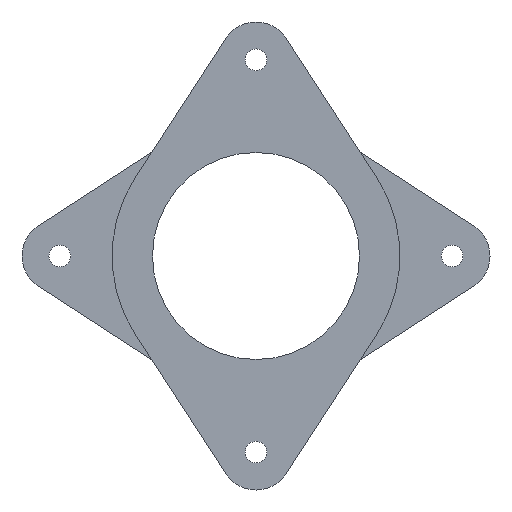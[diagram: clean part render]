
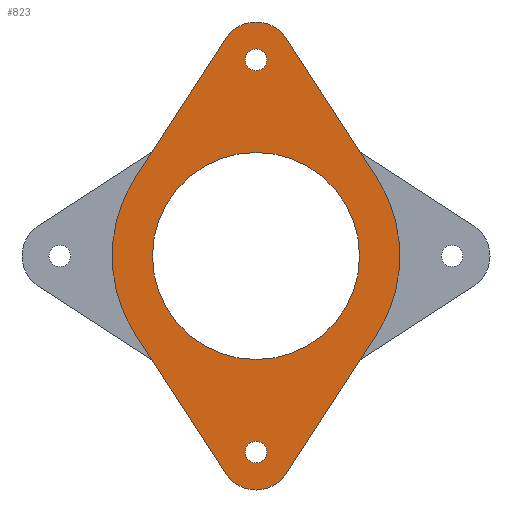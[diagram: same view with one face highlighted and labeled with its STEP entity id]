
A CAD part, front view. The second image highlights one B-rep face of the part: STEP entity #823.
In plain terms, the highlighted planar face has unit normal (0, -1, 0).
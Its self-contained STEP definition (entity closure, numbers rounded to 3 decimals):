
#6 = CARTESIAN_POINT ( 'NONE',  ( 3.353, -7.1, -24.182 ) ) ;
#8 = DIRECTION ( 'NONE',  ( 0., -1., 0. ) ) ;
#17 = EDGE_CURVE ( 'NONE', #199, #226, #395, .T. ) ;
#31 = EDGE_CURVE ( 'NONE', #682, #244, #494, .T. ) ;
#34 = AXIS2_PLACEMENT_3D ( 'NONE', #949, #1112, #1039 ) ;
#35 = AXIS2_PLACEMENT_3D ( 'NONE', #1114, #941, #330 ) ;
#41 = CARTESIAN_POINT ( 'NONE',  ( 13.41, -7.1, 8.727 ) ) ;
#46 = VERTEX_POINT ( 'NONE', #1030 ) ;
#48 = CIRCLE ( 'NONE', #688, 16. ) ;
#50 = EDGE_CURVE ( 'NONE', #1064, #970, #325, .T. ) ;
#82 = VERTEX_POINT ( 'NONE', #418 ) ;
#83 = LINE ( 'NONE', #281, #286 ) ;
#98 = AXIS2_PLACEMENT_3D ( 'NONE', #478, #468, #113 ) ;
#101 = AXIS2_PLACEMENT_3D ( 'NONE', #1098, #224, #567 ) ;
#113 = DIRECTION ( 'NONE',  ( 0., 0., -1. ) ) ;
#115 = DIRECTION ( 'NONE',  ( 0., 0., -1. ) ) ;
#116 = AXIS2_PLACEMENT_3D ( 'NONE', #1115, #514, #762 ) ;
#117 = CARTESIAN_POINT ( 'NONE',  ( 0., -7.1, 21.8 ) ) ;
#119 = CIRCLE ( 'NONE', #1072, 1.2 ) ;
#153 = CIRCLE ( 'NONE', #116, 11.5 ) ;
#154 = CIRCLE ( 'NONE', #553, 4. ) ;
#170 = EDGE_CURVE ( 'NONE', #226, #199, #119, .T. ) ;
#179 = DIRECTION ( 'NONE',  ( 0., -1., 0. ) ) ;
#187 = CARTESIAN_POINT ( 'NONE',  ( -3.353, -7.1, 24.182 ) ) ;
#199 = VERTEX_POINT ( 'NONE', #459 ) ;
#205 = CARTESIAN_POINT ( 'NONE',  ( 3.353, -7.1, -24.182 ) ) ;
#212 = CIRCLE ( 'NONE', #357, 4. ) ;
#224 = DIRECTION ( 'NONE',  ( 0., -1., 0. ) ) ;
#226 = VERTEX_POINT ( 'NONE', #308 ) ;
#241 = ORIENTED_EDGE ( 'NONE', *, *, #588, .T. ) ;
#244 = VERTEX_POINT ( 'NONE', #497 ) ;
#275 = ORIENTED_EDGE ( 'NONE', *, *, #534, .F. ) ;
#276 = CARTESIAN_POINT ( 'NONE',  ( 0., -7.1, -20.6 ) ) ;
#281 = CARTESIAN_POINT ( 'NONE',  ( -3.353, -7.1, 24.182 ) ) ;
#286 = VECTOR ( 'NONE', #709, 1000. ) ;
#296 = EDGE_CURVE ( 'NONE', #403, #980, #212, .T. ) ;
#298 = ORIENTED_EDGE ( 'NONE', *, *, #323, .F. ) ;
#300 = CARTESIAN_POINT ( 'NONE',  ( -13.41, -7.1, 8.727 ) ) ;
#308 = CARTESIAN_POINT ( 'NONE',  ( 0., -7.1, 23. ) ) ;
#320 = CIRCLE ( 'NONE', #98, 11.5 ) ;
#323 = EDGE_CURVE ( 'NONE', #778, #46, #153, .T. ) ;
#325 = CIRCLE ( 'NONE', #34, 1.2 ) ;
#330 = DIRECTION ( 'NONE',  ( 0., 0., 1. ) ) ;
#333 = FACE_BOUND ( 'NONE', #904, .T. ) ;
#355 = CARTESIAN_POINT ( 'NONE',  ( -13.41, -7.1, -8.727 ) ) ;
#357 = AXIS2_PLACEMENT_3D ( 'NONE', #559, #756, #554 ) ;
#366 = DIRECTION ( 'NONE',  ( 0., 0., -1. ) ) ;
#368 = ORIENTED_EDGE ( 'NONE', *, *, #697, .T. ) ;
#376 = DIRECTION ( 'NONE',  ( 0., -1., 0. ) ) ;
#395 = CIRCLE ( 'NONE', #669, 1.2 ) ;
#403 = VERTEX_POINT ( 'NONE', #858 ) ;
#414 = EDGE_LOOP ( 'NONE', ( #1006, #541, #368, #495, #845, #615, #1053, #1031, #241 ) ) ;
#418 = CARTESIAN_POINT ( 'NONE',  ( -3.353, -7.1, -24.182 ) ) ;
#443 = CARTESIAN_POINT ( 'NONE',  ( 0., -7.1, 0. ) ) ;
#459 = CARTESIAN_POINT ( 'NONE',  ( 0., -7.1, 20.6 ) ) ;
#462 = VERTEX_POINT ( 'NONE', #355 ) ;
#468 = DIRECTION ( 'NONE',  ( 0., -1., 0. ) ) ;
#478 = CARTESIAN_POINT ( 'NONE',  ( 0., -7.1, 0. ) ) ;
#494 = LINE ( 'NONE', #584, #1001 ) ;
#495 = ORIENTED_EDGE ( 'NONE', *, *, #31, .T. ) ;
#497 = CARTESIAN_POINT ( 'NONE',  ( 3.353, -7.1, 24.182 ) ) ;
#501 = FACE_OUTER_BOUND ( 'NONE', #414, .T. ) ;
#514 = DIRECTION ( 'NONE',  ( 0., -1., 0. ) ) ;
#520 = DIRECTION ( 'NONE',  ( 0., -1., 0. ) ) ;
#523 = AXIS2_PLACEMENT_3D ( 'NONE', #672, #846, #852 ) ;
#528 = CARTESIAN_POINT ( 'NONE',  ( 0., -7.1, -21.8 ) ) ;
#534 = EDGE_CURVE ( 'NONE', #970, #1064, #668, .T. ) ;
#541 = ORIENTED_EDGE ( 'NONE', *, *, #1119, .T. ) ;
#553 = AXIS2_PLACEMENT_3D ( 'NONE', #874, #8, #366 ) ;
#554 = DIRECTION ( 'NONE',  ( 0., 0., -1. ) ) ;
#559 = CARTESIAN_POINT ( 'NONE',  ( 0., -7.1, 22. ) ) ;
#567 = DIRECTION ( 'NONE',  ( 0., 0., -1. ) ) ;
#575 = EDGE_CURVE ( 'NONE', #244, #403, #154, .T. ) ;
#584 = CARTESIAN_POINT ( 'NONE',  ( 3.353, -7.1, 24.182 ) ) ;
#588 = EDGE_CURVE ( 'NONE', #462, #82, #967, .T. ) ;
#589 = AXIS2_PLACEMENT_3D ( 'NONE', #528, #898, #115 ) ;
#602 = EDGE_LOOP ( 'NONE', ( #275, #749 ) ) ;
#615 = ORIENTED_EDGE ( 'NONE', *, *, #296, .T. ) ;
#618 = CARTESIAN_POINT ( 'NONE',  ( -3.353, -7.1, -24.182 ) ) ;
#639 = VERTEX_POINT ( 'NONE', #300 ) ;
#642 = LINE ( 'NONE', #205, #881 ) ;
#668 = CIRCLE ( 'NONE', #589, 1.2 ) ;
#669 = AXIS2_PLACEMENT_3D ( 'NONE', #117, #376, #1094 ) ;
#672 = CARTESIAN_POINT ( 'NONE',  ( 0., -7.1, -22. ) ) ;
#682 = VERTEX_POINT ( 'NONE', #41 ) ;
#685 = DIRECTION ( 'NONE',  ( -0.545, 0., 0.838 ) ) ;
#688 = AXIS2_PLACEMENT_3D ( 'NONE', #443, #520, #714 ) ;
#694 = ORIENTED_EDGE ( 'NONE', *, *, #170, .F. ) ;
#697 = EDGE_CURVE ( 'NONE', #851, #682, #1052, .T. ) ;
#709 = DIRECTION ( 'NONE',  ( -0.545, 0., -0.838 ) ) ;
#714 = DIRECTION ( 'NONE',  ( 0., 0., -1. ) ) ;
#730 = CARTESIAN_POINT ( 'NONE',  ( 0., -7.1, -11.5 ) ) ;
#749 = ORIENTED_EDGE ( 'NONE', *, *, #50, .F. ) ;
#755 = CARTESIAN_POINT ( 'NONE',  ( 13.41, -7.1, -8.727 ) ) ;
#756 = DIRECTION ( 'NONE',  ( 0., -1., 0. ) ) ;
#761 = FACE_BOUND ( 'NONE', #602, .T. ) ;
#762 = DIRECTION ( 'NONE',  ( 0., 0., -1. ) ) ;
#778 = VERTEX_POINT ( 'NONE', #730 ) ;
#812 = VECTOR ( 'NONE', #973, 1000. ) ;
#821 = CARTESIAN_POINT ( 'NONE',  ( 0., -7.1, -23. ) ) ;
#823 = ADVANCED_FACE ( 'NONE', ( #501, #860, #333, #761 ), #1121, .F. ) ;
#827 = ORIENTED_EDGE ( 'NONE', *, *, #1067, .F. ) ;
#845 = ORIENTED_EDGE ( 'NONE', *, *, #575, .T. ) ;
#846 = DIRECTION ( 'NONE',  ( 0., 1., 0. ) ) ;
#851 = VERTEX_POINT ( 'NONE', #755 ) ;
#852 = DIRECTION ( 'NONE',  ( 0., 0., 1. ) ) ;
#858 = CARTESIAN_POINT ( 'NONE',  ( 0., -7.1, 26. ) ) ;
#860 = FACE_BOUND ( 'NONE', #886, .T. ) ;
#874 = CARTESIAN_POINT ( 'NONE',  ( 0., -7.1, 22. ) ) ;
#875 = DIRECTION ( 'NONE',  ( 0., 0., -1. ) ) ;
#881 = VECTOR ( 'NONE', #993, 1000. ) ;
#886 = EDGE_LOOP ( 'NONE', ( #298, #827 ) ) ;
#887 = CIRCLE ( 'NONE', #35, 4. ) ;
#898 = DIRECTION ( 'NONE',  ( 0., -1., 0. ) ) ;
#899 = EDGE_CURVE ( 'NONE', #82, #989, #887, .T. ) ;
#904 = EDGE_LOOP ( 'NONE', ( #694, #947 ) ) ;
#917 = EDGE_CURVE ( 'NONE', #639, #462, #48, .T. ) ;
#941 = DIRECTION ( 'NONE',  ( 0., -1., 0. ) ) ;
#947 = ORIENTED_EDGE ( 'NONE', *, *, #17, .F. ) ;
#949 = CARTESIAN_POINT ( 'NONE',  ( 0., -7.1, -21.8 ) ) ;
#951 = EDGE_CURVE ( 'NONE', #980, #639, #83, .T. ) ;
#967 = LINE ( 'NONE', #618, #812 ) ;
#970 = VERTEX_POINT ( 'NONE', #276 ) ;
#973 = DIRECTION ( 'NONE',  ( 0.545, 0., -0.838 ) ) ;
#980 = VERTEX_POINT ( 'NONE', #187 ) ;
#986 = CARTESIAN_POINT ( 'NONE',  ( 0., -7.1, 21.8 ) ) ;
#989 = VERTEX_POINT ( 'NONE', #6 ) ;
#993 = DIRECTION ( 'NONE',  ( 0.545, 0., 0.838 ) ) ;
#1001 = VECTOR ( 'NONE', #685, 1000. ) ;
#1006 = ORIENTED_EDGE ( 'NONE', *, *, #899, .T. ) ;
#1030 = CARTESIAN_POINT ( 'NONE',  ( 0., -7.1, 11.5 ) ) ;
#1031 = ORIENTED_EDGE ( 'NONE', *, *, #917, .T. ) ;
#1039 = DIRECTION ( 'NONE',  ( 0., 0., -1. ) ) ;
#1052 = CIRCLE ( 'NONE', #101, 16. ) ;
#1053 = ORIENTED_EDGE ( 'NONE', *, *, #951, .T. ) ;
#1064 = VERTEX_POINT ( 'NONE', #821 ) ;
#1067 = EDGE_CURVE ( 'NONE', #46, #778, #320, .T. ) ;
#1072 = AXIS2_PLACEMENT_3D ( 'NONE', #986, #179, #875 ) ;
#1094 = DIRECTION ( 'NONE',  ( 0., 0., -1. ) ) ;
#1098 = CARTESIAN_POINT ( 'NONE',  ( 0., -7.1, 0. ) ) ;
#1112 = DIRECTION ( 'NONE',  ( 0., -1., 0. ) ) ;
#1114 = CARTESIAN_POINT ( 'NONE',  ( 0., -7.1, -22. ) ) ;
#1115 = CARTESIAN_POINT ( 'NONE',  ( 0., -7.1, 0. ) ) ;
#1119 = EDGE_CURVE ( 'NONE', #989, #851, #642, .T. ) ;
#1121 = PLANE ( 'NONE',  #523 ) ;
